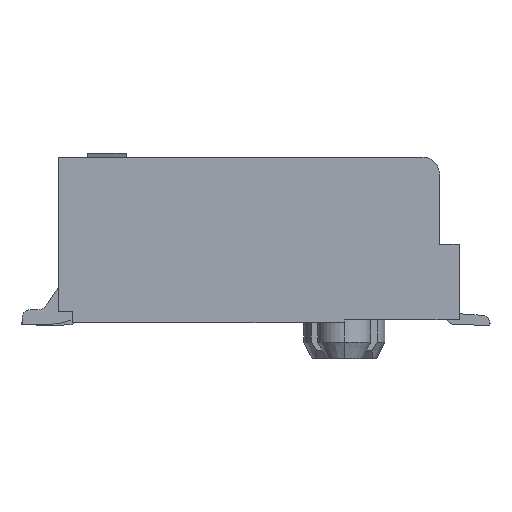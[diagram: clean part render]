
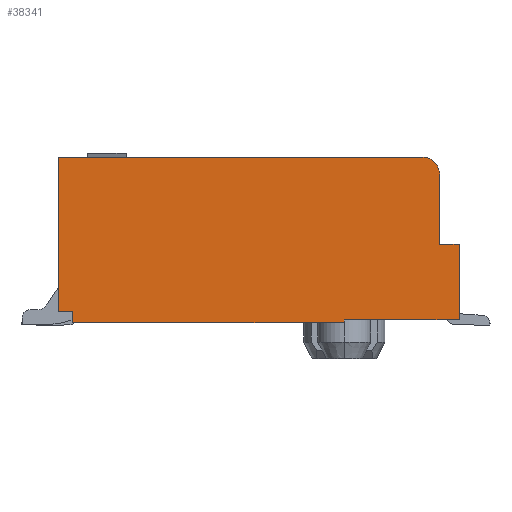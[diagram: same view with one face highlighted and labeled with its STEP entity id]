
A CAD part, left-side view. The second image highlights one B-rep face of the part: STEP entity #38341.
In plain terms, the highlighted planar face has unit normal (-1, 0, 0).
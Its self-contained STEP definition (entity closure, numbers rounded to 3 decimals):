
#807 = LINE ( 'NONE', #54975, #26864 ) ;
#1264 = CARTESIAN_POINT ( 'NONE',  ( -11.184, -3.614, 1.462 ) ) ;
#1282 = AXIS2_PLACEMENT_3D ( 'NONE', #67159, #67889, #23653 ) ;
#1580 = LINE ( 'NONE', #62625, #59833 ) ;
#2272 = CARTESIAN_POINT ( 'NONE',  ( -11.184, 3.186, 1.762 ) ) ;
#2713 = VECTOR ( 'NONE', #64716, 1000. ) ;
#2968 = CARTESIAN_POINT ( 'NONE',  ( -11.184, -1.914, -1.188 ) ) ;
#3253 = ORIENTED_EDGE ( 'NONE', *, *, #63122, .F. ) ;
#3425 = DIRECTION ( 'NONE',  ( 0., -1., 0. ) ) ;
#3565 = LINE ( 'NONE', #3915, #9746 ) ;
#3915 = CARTESIAN_POINT ( 'NONE',  ( -11.184, 2.936, -1.238 ) ) ;
#4292 = VERTEX_POINT ( 'NONE', #25478 ) ;
#4793 = DIRECTION ( 'NONE',  ( 0., 0., 1. ) ) ;
#5296 = EDGE_CURVE ( 'NONE', #62660, #4292, #807, .T. ) ;
#6153 = CARTESIAN_POINT ( 'NONE',  ( -11.184, 3.186, -0.988 ) ) ;
#8347 = EDGE_LOOP ( 'NONE', ( #35462, #37050, #47425, #29228, #30481, #57484, #50217, #10383, #3253, #62902, #26567 ) ) ;
#9248 = VECTOR ( 'NONE', #4793, 1000. ) ;
#9708 = DIRECTION ( 'NONE',  ( 0., 0., -1. ) ) ;
#9746 = VECTOR ( 'NONE', #30900, 1000. ) ;
#10091 = CARTESIAN_POINT ( 'NONE',  ( -11.184, -1.914, -1.138 ) ) ;
#10313 = CARTESIAN_POINT ( 'NONE',  ( -11.184, -3.314, 1.762 ) ) ;
#10383 = ORIENTED_EDGE ( 'NONE', *, *, #34035, .F. ) ;
#10422 = LINE ( 'NONE', #10774, #35403 ) ;
#10774 = CARTESIAN_POINT ( 'NONE',  ( -11.184, -3.614, 0.339 ) ) ;
#10817 = VERTEX_POINT ( 'NONE', #2272 ) ;
#11858 = DIRECTION ( 'NONE',  ( 0., -1., 0. ) ) ;
#13280 = LINE ( 'NONE', #22823, #29846 ) ;
#15822 = EDGE_CURVE ( 'NONE', #41092, #65376, #37227, .T. ) ;
#17600 = DIRECTION ( 'NONE',  ( 0., 0., -1. ) ) ;
#18408 = DIRECTION ( 'NONE',  ( 0., 0., 1. ) ) ;
#18817 = VERTEX_POINT ( 'NONE', #10313 ) ;
#20800 = LINE ( 'NONE', #70533, #2713 ) ;
#22823 = CARTESIAN_POINT ( 'NONE',  ( -11.184, -0.599, -1.138 ) ) ;
#23638 = VERTEX_POINT ( 'NONE', #47230 ) ;
#23653 = DIRECTION ( 'NONE',  ( 0., 1., 0. ) ) ;
#25478 = CARTESIAN_POINT ( 'NONE',  ( -11.184, 2.936, -1.188 ) ) ;
#25617 = EDGE_CURVE ( 'NONE', #60771, #49104, #1580, .T. ) ;
#26567 = ORIENTED_EDGE ( 'NONE', *, *, #56024, .F. ) ;
#26864 = VECTOR ( 'NONE', #56405, 1000. ) ;
#27994 = DIRECTION ( 'NONE',  ( 1., 0., 0. ) ) ;
#29228 = ORIENTED_EDGE ( 'NONE', *, *, #66385, .F. ) ;
#29846 = VECTOR ( 'NONE', #11858, 1000. ) ;
#30380 = EDGE_CURVE ( 'NONE', #10817, #18817, #20800, .T. ) ;
#30481 = ORIENTED_EDGE ( 'NONE', *, *, #35088, .T. ) ;
#30686 = EDGE_CURVE ( 'NONE', #60771, #4292, #3565, .T. ) ;
#30900 = DIRECTION ( 'NONE',  ( 0., 0., -1. ) ) ;
#32335 = CARTESIAN_POINT ( 'NONE',  ( -11.184, -3.314, 1.462 ) ) ;
#33056 = DIRECTION ( 'NONE',  ( 0., -1., 0. ) ) ;
#34035 = EDGE_CURVE ( 'NONE', #68312, #41092, #10422, .T. ) ;
#35088 = EDGE_CURVE ( 'NONE', #45594, #23638, #13280, .T. ) ;
#35403 = VECTOR ( 'NONE', #9708, 1000. ) ;
#35462 = ORIENTED_EDGE ( 'NONE', *, *, #25617, .F. ) ;
#35700 = VECTOR ( 'NONE', #3425, 1000. ) ;
#36290 = CIRCLE ( 'NONE', #69979, 0.3 ) ;
#37050 = ORIENTED_EDGE ( 'NONE', *, *, #30686, .T. ) ;
#37227 = LINE ( 'NONE', #53265, #35700 ) ;
#38341 = ADVANCED_FACE ( 'NONE', ( #39918 ), #62051, .F. ) ;
#39918 = FACE_OUTER_BOUND ( 'NONE', #8347, .T. ) ;
#41092 = VERTEX_POINT ( 'NONE', #56304 ) ;
#44059 = LINE ( 'NONE', #54615, #9248 ) ;
#45594 = VERTEX_POINT ( 'NONE', #10091 ) ;
#46348 = CARTESIAN_POINT ( 'NONE',  ( -11.184, -3.964, 0.339 ) ) ;
#47230 = CARTESIAN_POINT ( 'NONE',  ( -11.184, -3.964, -1.138 ) ) ;
#47425 = ORIENTED_EDGE ( 'NONE', *, *, #5296, .F. ) ;
#49104 = VERTEX_POINT ( 'NONE', #6153 ) ;
#49935 = VECTOR ( 'NONE', #18408, 1000. ) ;
#50217 = ORIENTED_EDGE ( 'NONE', *, *, #15822, .F. ) ;
#53265 = CARTESIAN_POINT ( 'NONE',  ( -11.184, -3.614, 0.212 ) ) ;
#54615 = CARTESIAN_POINT ( 'NONE',  ( -11.184, 3.186, 0.339 ) ) ;
#54919 = CARTESIAN_POINT ( 'NONE',  ( -11.184, -3.964, 0.212 ) ) ;
#54975 = CARTESIAN_POINT ( 'NONE',  ( -11.184, -0.599, -1.188 ) ) ;
#55012 = CARTESIAN_POINT ( 'NONE',  ( -11.184, -1.914, 0.339 ) ) ;
#56024 = EDGE_CURVE ( 'NONE', #49104, #10817, #44059, .T. ) ;
#56304 = CARTESIAN_POINT ( 'NONE',  ( -11.184, -3.614, 0.212 ) ) ;
#56405 = DIRECTION ( 'NONE',  ( 0., 1., 0. ) ) ;
#56473 = DIRECTION ( 'NONE',  ( 0., 1., 0. ) ) ;
#56628 = EDGE_CURVE ( 'NONE', #23638, #65376, #68153, .T. ) ;
#57484 = ORIENTED_EDGE ( 'NONE', *, *, #56628, .T. ) ;
#59833 = VECTOR ( 'NONE', #56473, 1000. ) ;
#60561 = CARTESIAN_POINT ( 'NONE',  ( -11.184, 2.936, -0.988 ) ) ;
#60771 = VERTEX_POINT ( 'NONE', #60561 ) ;
#61509 = LINE ( 'NONE', #55012, #67391 ) ;
#62051 = PLANE ( 'NONE',  #1282 ) ;
#62625 = CARTESIAN_POINT ( 'NONE',  ( -11.184, -0.599, -0.988 ) ) ;
#62660 = VERTEX_POINT ( 'NONE', #2968 ) ;
#62902 = ORIENTED_EDGE ( 'NONE', *, *, #30380, .F. ) ;
#63122 = EDGE_CURVE ( 'NONE', #18817, #68312, #36290, .T. ) ;
#64716 = DIRECTION ( 'NONE',  ( 0., -1., 0. ) ) ;
#65376 = VERTEX_POINT ( 'NONE', #54919 ) ;
#66385 = EDGE_CURVE ( 'NONE', #45594, #62660, #61509, .T. ) ;
#67159 = CARTESIAN_POINT ( 'NONE',  ( -11.184, -0.599, 0.339 ) ) ;
#67391 = VECTOR ( 'NONE', #17600, 1000. ) ;
#67889 = DIRECTION ( 'NONE',  ( 1., 0., 0. ) ) ;
#68153 = LINE ( 'NONE', #46348, #49935 ) ;
#68312 = VERTEX_POINT ( 'NONE', #1264 ) ;
#69979 = AXIS2_PLACEMENT_3D ( 'NONE', #32335, #27994, #33056 ) ;
#70533 = CARTESIAN_POINT ( 'NONE',  ( -11.184, -0.599, 1.762 ) ) ;
